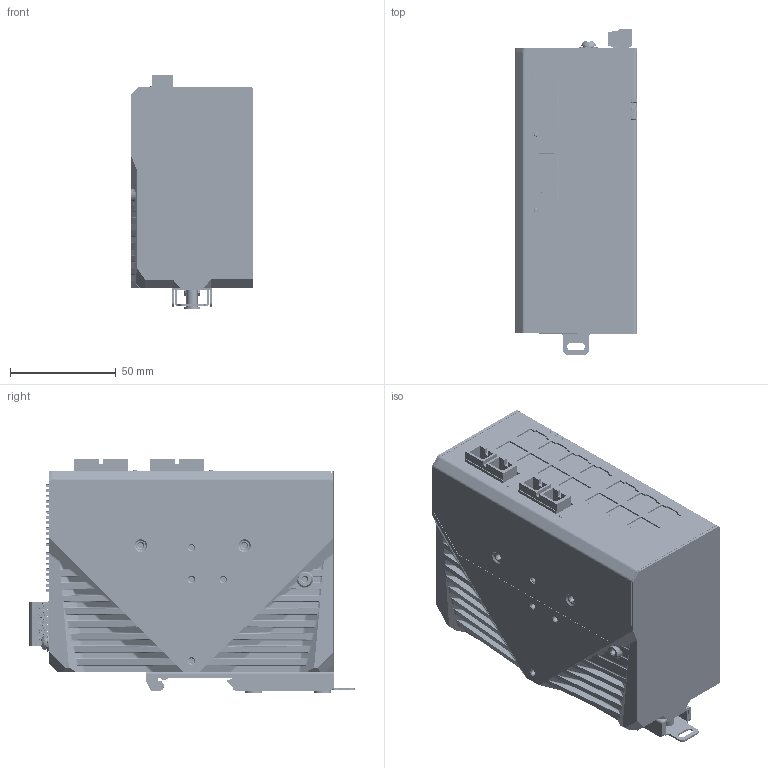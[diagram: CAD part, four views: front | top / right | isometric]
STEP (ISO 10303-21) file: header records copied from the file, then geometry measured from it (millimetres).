
FILE_DESCRIPTION((''),'2;1');
FILE_NAME('3D_EDS_2016_ML_SC','2020-01-08T13:35:01',('Dacia_Yao'),('PTC'),'CREO PARAMETRIC BY PTC INC, 2018020','CREO PARAMETRIC BY PTC INC, 2018020','');
FILE_SCHEMA(('AUTOMOTIVE_DESIGN { 1 0 10303 214 1 1 1 1 }'));
Products named in the file (1): 3D_EDS_2016_ML_SC
Bounding box: 58 x 153.67 x 110.3 mm (x, y, z)
Volume: 147161.2 mm3; surface area: 160503.9 mm2
Topology: 7 solids, 25 shells, 10593 faces, 29693 edges, 18794 vertices
Faces by surface type: plane 7864, cylinder 1924, cone 307, extrusion 251, bspline 121, torus 108, sphere 18
Entity records: 375335 total; most frequent: CARTESIAN_POINT 80920, ORIENTED_EDGE 58824, DIRECTION 51781, EDGE_CURVE 29645, VECTOR 23995, LINE 23744, VERTEX_POINT 18794, AXIS2_PLACEMENT_3D 13893
